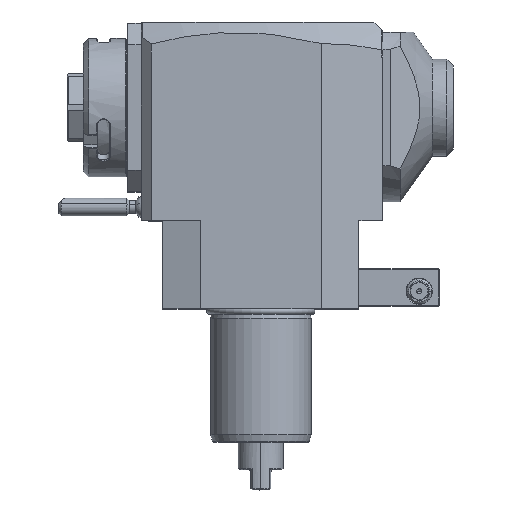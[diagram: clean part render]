
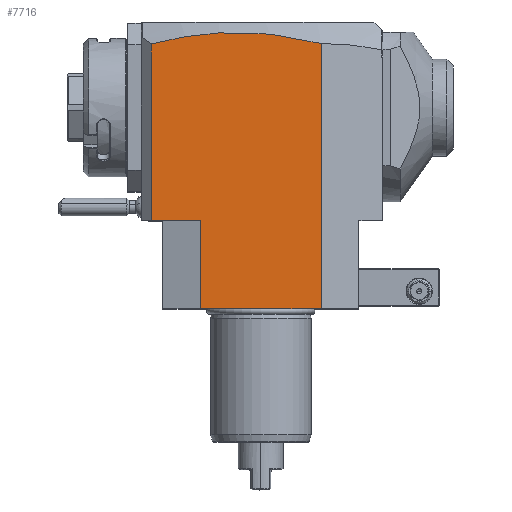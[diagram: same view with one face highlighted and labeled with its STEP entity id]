
A CAD part, top view. The second image highlights one B-rep face of the part: STEP entity #7716.
In plain terms, the highlighted planar face has unit normal (0, 0, 1).
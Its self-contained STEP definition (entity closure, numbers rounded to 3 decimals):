
#1=DIRECTION('',(-1.,0.,0.));
#2=VECTOR('',#1,48.);
#3=CARTESIAN_POINT('',(24.,0.,37.5));
#4=LINE('',#3,#2);
#43=DIRECTION('',(-1.,0.,0.));
#44=VECTOR('',#43,19.5);
#45=CARTESIAN_POINT('',(-24.,35.,37.5));
#46=LINE('',#45,#44);
#47=DIRECTION('',(0.,1.,0.));
#48=VECTOR('',#47,70.258);
#49=CARTESIAN_POINT('',(-43.5,35.,37.5));
#50=LINE('',#49,#48);
#51=CARTESIAN_POINT('',(24.,105.435,37.5));
#52=CARTESIAN_POINT('',(18.371,106.939,37.5));
#53=CARTESIAN_POINT('',(7.115,109.162,37.5));
#54=CARTESIAN_POINT('',(-9.762,110.233,37.5));
#55=CARTESIAN_POINT('',(-26.635,109.072,37.5));
#56=CARTESIAN_POINT('',(-37.879,106.791,37.5));
#57=CARTESIAN_POINT('',(-43.5,105.258,37.5));
#59=DIRECTION('',(0.,-1.,0.));
#60=VECTOR('',#59,105.435);
#61=CARTESIAN_POINT('',(24.,105.435,37.5));
#62=LINE('',#61,#60);
#5167=DIRECTION('',(0.,-1.,0.));
#5168=VECTOR('',#5167,35.);
#5169=CARTESIAN_POINT('',(-24.,35.,37.5));
#5170=LINE('',#5169,#5168);
#7144=VERTEX_POINT('',#51);
#7145=VERTEX_POINT('',#57);
#7453=CARTESIAN_POINT('',(-43.5,35.,37.5));
#7455=VERTEX_POINT('',#7453);
#7488=CARTESIAN_POINT('',(24.,0.,37.5));
#7489=CARTESIAN_POINT('',(-24.,0.,37.5));
#7490=VERTEX_POINT('',#7488);
#7491=VERTEX_POINT('',#7489);
#7658=CARTESIAN_POINT('',(-24.,35.,37.5));
#7659=VERTEX_POINT('',#7658);
#7698=CARTESIAN_POINT('',(-39.202,35.,37.5));
#7699=DIRECTION('',(0.,0.,1.));
#7700=DIRECTION('',(1.,0.,0.));
#7701=AXIS2_PLACEMENT_3D('',#7698,#7699,#7700);
#7702=PLANE('',#7701);
#7704=ORIENTED_EDGE('',*,*,#7703,.T.);
#7706=ORIENTED_EDGE('',*,*,#7705,.T.);
#7708=ORIENTED_EDGE('',*,*,#7707,.F.);
#7710=ORIENTED_EDGE('',*,*,#7709,.T.);
#7711=ORIENTED_EDGE('',*,*,#7667,.T.);
#7713=ORIENTED_EDGE('',*,*,#7712,.F.);
#7714=EDGE_LOOP('',(#7704,#7706,#7708,#7710,#7711,#7713));
#7715=FACE_OUTER_BOUND('',#7714,.F.);
#58=B_SPLINE_CURVE_WITH_KNOTS('',3,(#51,#52,#53,#54,#55,#56,#57),.UNSPECIFIED.,
.F.,.F.,(4,1,1,1,4),(0.,0.25,0.5,0.75,1.),.UNSPECIFIED.);
#7667=EDGE_CURVE('',#7490,#7491,#4,.T.);
#7703=EDGE_CURVE('',#7659,#7455,#46,.T.);
#7705=EDGE_CURVE('',#7455,#7145,#50,.T.);
#7707=EDGE_CURVE('',#7144,#7145,#58,.T.);
#7709=EDGE_CURVE('',#7144,#7490,#62,.T.);
#7712=EDGE_CURVE('',#7659,#7491,#5170,.T.);
#7716=ADVANCED_FACE('',(#7715),#7702,.T.);
